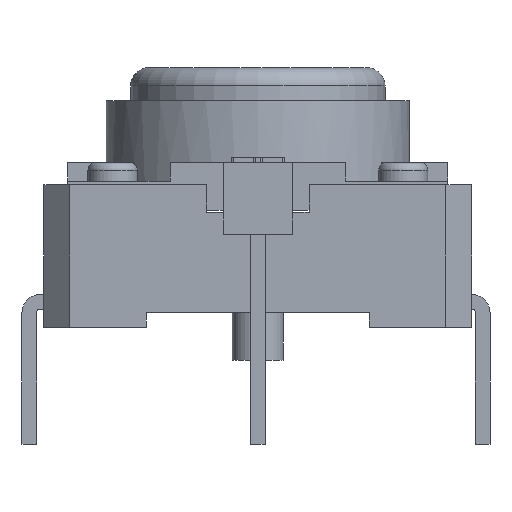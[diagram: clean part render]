
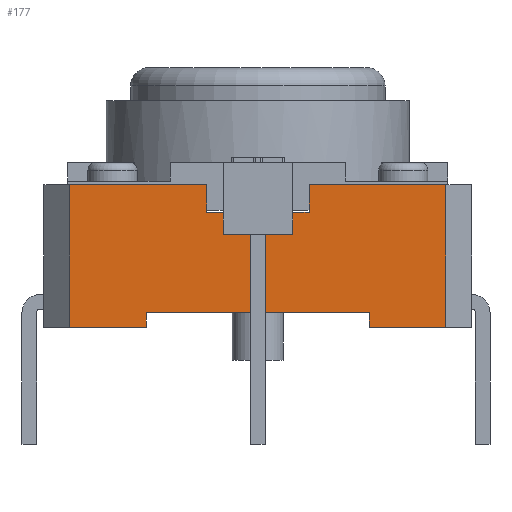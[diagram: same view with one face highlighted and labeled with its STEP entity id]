
A CAD part, left-side view. The second image highlights one B-rep face of the part: STEP entity #177.
In plain terms, the highlighted planar face has unit normal (-1, 0, 0).
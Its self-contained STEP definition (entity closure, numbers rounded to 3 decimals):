
#63 = EDGE_CURVE('',#64,#66,#68,.T.);
#64 = VERTEX_POINT('',#65);
#65 = CARTESIAN_POINT('',(-5.7,-3.05,0.4));
#66 = VERTEX_POINT('',#67);
#67 = CARTESIAN_POINT('',(-5.7,3.05,0.4));
#68 = LINE('',#69,#70);
#69 = CARTESIAN_POINT('',(-5.7,-5.143,0.4));
#70 = VECTOR('',#71,1.);
#71 = DIRECTION('',(0.,1.,0.));
#177 = ADVANCED_FACE('',(#178),#267,.F.);
#178 = FACE_BOUND('',#179,.F.);
#179 = EDGE_LOOP('',(#180,#190,#198,#206,#212,#213,#221,#229,#237,#245,
    #253,#261));
#180 = ORIENTED_EDGE('',*,*,#181,.F.);
#181 = EDGE_CURVE('',#182,#184,#186,.T.);
#182 = VERTEX_POINT('',#183);
#183 = CARTESIAN_POINT('',(-5.7,-5.143,3.9));
#184 = VERTEX_POINT('',#185);
#185 = CARTESIAN_POINT('',(-5.7,-1.4,3.9));
#186 = LINE('',#187,#188);
#187 = CARTESIAN_POINT('',(-5.7,-5.143,3.9));
#188 = VECTOR('',#189,1.);
#189 = DIRECTION('',(0.,1.,0.));
#190 = ORIENTED_EDGE('',*,*,#191,.F.);
#191 = EDGE_CURVE('',#192,#182,#194,.T.);
#192 = VERTEX_POINT('',#193);
#193 = CARTESIAN_POINT('',(-5.7,-5.143,0.));
#194 = LINE('',#195,#196);
#195 = CARTESIAN_POINT('',(-5.7,-5.143,0.));
#196 = VECTOR('',#197,1.);
#197 = DIRECTION('',(0.,0.,1.));
#198 = ORIENTED_EDGE('',*,*,#199,.T.);
#199 = EDGE_CURVE('',#192,#200,#202,.T.);
#200 = VERTEX_POINT('',#201);
#201 = CARTESIAN_POINT('',(-5.7,-3.05,0.));
#202 = LINE('',#203,#204);
#203 = CARTESIAN_POINT('',(-5.7,-5.143,0.));
#204 = VECTOR('',#205,1.);
#205 = DIRECTION('',(0.,1.,0.));
#206 = ORIENTED_EDGE('',*,*,#207,.T.);
#207 = EDGE_CURVE('',#200,#64,#208,.T.);
#208 = LINE('',#209,#210);
#209 = CARTESIAN_POINT('',(-5.7,-3.05,0.));
#210 = VECTOR('',#211,1.);
#211 = DIRECTION('',(0.,0.,1.));
#212 = ORIENTED_EDGE('',*,*,#63,.T.);
#213 = ORIENTED_EDGE('',*,*,#214,.F.);
#214 = EDGE_CURVE('',#215,#66,#217,.T.);
#215 = VERTEX_POINT('',#216);
#216 = CARTESIAN_POINT('',(-5.7,3.05,0.));
#217 = LINE('',#218,#219);
#218 = CARTESIAN_POINT('',(-5.7,3.05,0.));
#219 = VECTOR('',#220,1.);
#220 = DIRECTION('',(0.,0.,1.));
#221 = ORIENTED_EDGE('',*,*,#222,.T.);
#222 = EDGE_CURVE('',#215,#223,#225,.T.);
#223 = VERTEX_POINT('',#224);
#224 = CARTESIAN_POINT('',(-5.7,5.143,0.));
#225 = LINE('',#226,#227);
#226 = CARTESIAN_POINT('',(-5.7,3.05,0.));
#227 = VECTOR('',#228,1.);
#228 = DIRECTION('',(0.,1.,0.));
#229 = ORIENTED_EDGE('',*,*,#230,.T.);
#230 = EDGE_CURVE('',#223,#231,#233,.T.);
#231 = VERTEX_POINT('',#232);
#232 = CARTESIAN_POINT('',(-5.7,5.143,3.9));
#233 = LINE('',#234,#235);
#234 = CARTESIAN_POINT('',(-5.7,5.143,0.4));
#235 = VECTOR('',#236,1.);
#236 = DIRECTION('',(0.,0.,1.));
#237 = ORIENTED_EDGE('',*,*,#238,.F.);
#238 = EDGE_CURVE('',#239,#231,#241,.T.);
#239 = VERTEX_POINT('',#240);
#240 = CARTESIAN_POINT('',(-5.7,1.4,3.9));
#241 = LINE('',#242,#243);
#242 = CARTESIAN_POINT('',(-5.7,-5.143,3.9));
#243 = VECTOR('',#244,1.);
#244 = DIRECTION('',(0.,1.,0.));
#245 = ORIENTED_EDGE('',*,*,#246,.F.);
#246 = EDGE_CURVE('',#247,#239,#249,.T.);
#247 = VERTEX_POINT('',#248);
#248 = CARTESIAN_POINT('',(-5.7,1.4,3.15));
#249 = LINE('',#250,#251);
#250 = CARTESIAN_POINT('',(-5.7,1.4,2.15));
#251 = VECTOR('',#252,1.);
#252 = DIRECTION('',(0.,0.,1.));
#253 = ORIENTED_EDGE('',*,*,#254,.T.);
#254 = EDGE_CURVE('',#247,#255,#257,.T.);
#255 = VERTEX_POINT('',#256);
#256 = CARTESIAN_POINT('',(-5.7,-1.4,3.15));
#257 = LINE('',#258,#259);
#258 = CARTESIAN_POINT('',(-5.7,-1.871,3.15));
#259 = VECTOR('',#260,1.);
#260 = DIRECTION('',(0.,-1.,0.));
#261 = ORIENTED_EDGE('',*,*,#262,.F.);
#262 = EDGE_CURVE('',#184,#255,#263,.T.);
#263 = LINE('',#264,#265);
#264 = CARTESIAN_POINT('',(-5.7,-1.4,2.15));
#265 = VECTOR('',#266,1.);
#266 = DIRECTION('',(0.,0.,-1.));
#267 = PLANE('',#268);
#268 = AXIS2_PLACEMENT_3D('',#269,#270,#271);
#269 = CARTESIAN_POINT('',(-5.7,-5.143,0.4));
#270 = DIRECTION('',(1.,0.,0.));
#271 = DIRECTION('',(0.,0.,1.));
